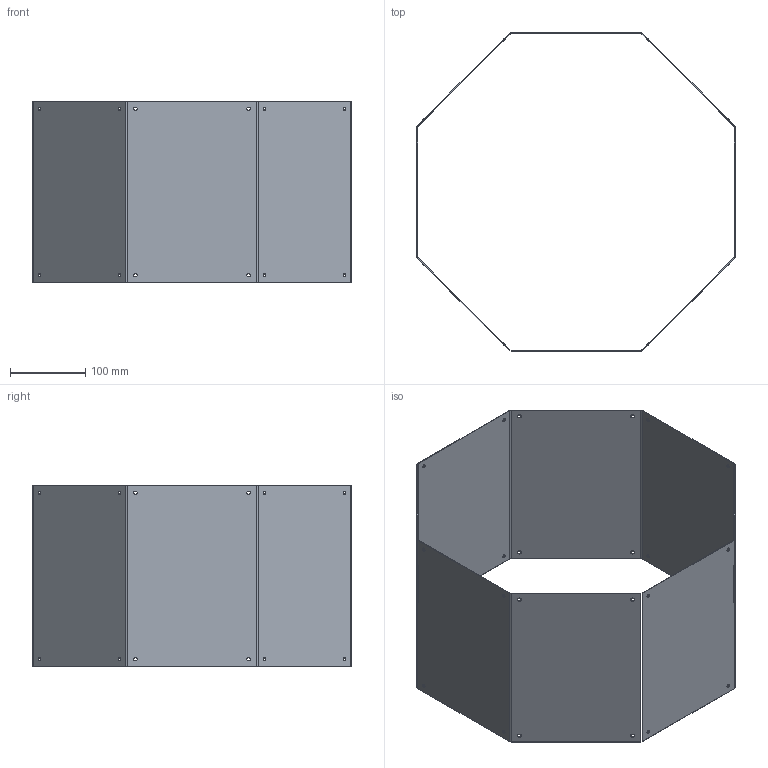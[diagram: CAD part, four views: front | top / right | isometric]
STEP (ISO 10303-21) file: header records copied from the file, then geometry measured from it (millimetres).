
FILE_DESCRIPTION(('FreeCAD Model'),'2;1');
FILE_NAME('Open CASCADE Shape Model','2026-02-08T16:42:51',(''),(''), 'Open CASCADE STEP processor 7.8','FreeCAD','Unknown');
FILE_SCHEMA(('AUTOMOTIVE_DESIGN { 1 0 10303 214 1 1 1 1 }'));
Length unit declared in the file: millimetre
Products named in the file (1): PolarPattern001
Bounding box: 422 x 422 x 241 mm (x, y, z)
Volume: 335022.6 mm3; surface area: 673764.2 mm2
Topology: 1 solids, 1 shells, 80 faces, 206 edges, 128 vertices
Faces by surface type: cylinder 46, plane 34
Full cylindrical faces by diameter (mm): 4.5 x32
Entity records: 2588 total; most frequent: DIRECTION 460, CARTESIAN_POINT 415, ORIENTED_EDGE 412, EDGE_CURVE 206, AXIS2_PLACEMENT_3D 173, FACE_BOUND 144, EDGE_LOOP 144, VERTEX_POINT 128
